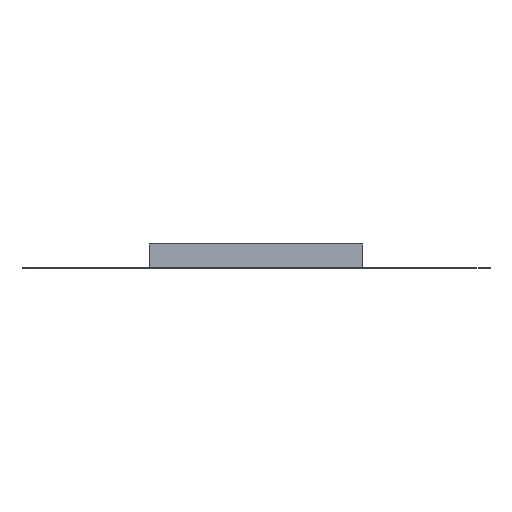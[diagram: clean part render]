
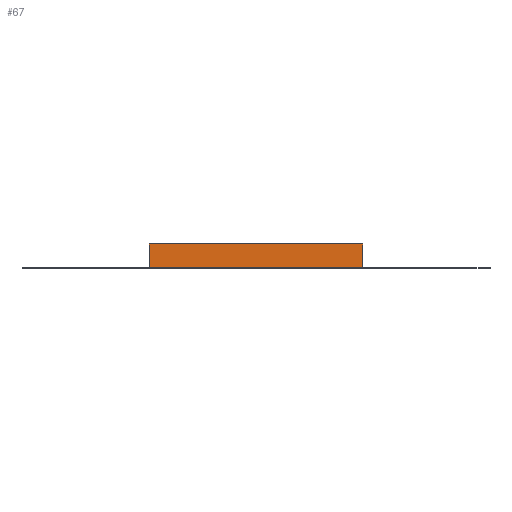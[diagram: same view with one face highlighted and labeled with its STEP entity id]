
A CAD part, front view. The second image highlights one B-rep face of the part: STEP entity #67.
In plain terms, the highlighted planar face has unit normal (0, -1, 0).
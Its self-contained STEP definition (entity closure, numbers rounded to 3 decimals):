
#14=B_SPLINE_CURVE_WITH_KNOTS('',1,(#1242,#1243),.UNSPECIFIED.,.F.,.F.,
(2,2),(0.,25.4),.UNSPECIFIED.);
#19=B_SPLINE_CURVE_WITH_KNOTS('',1,(#1252,#1253),.UNSPECIFIED.,.F.,.F.,
(2,2),(0.,25.4),.UNSPECIFIED.);
#21=B_SPLINE_CURVE_WITH_KNOTS('',1,(#1256,#1257),.UNSPECIFIED.,.F.,.F.,
(2,2),(-249.818,0.),.UNSPECIFIED.);
#22=B_SPLINE_CURVE_WITH_KNOTS('',1,(#1258,#1259),.UNSPECIFIED.,.F.,.F.,
(2,2),(-249.818,0.),.UNSPECIFIED.);
#67=ADVANCED_FACE('',(#105),#617,.T.);
#105=FACE_OUTER_BOUND('',#145,.T.);
#145=EDGE_LOOP('',(#340,#341,#342,#343));
#340=ORIENTED_EDGE('',*,*,#452,.T.);
#341=ORIENTED_EDGE('',*,*,#445,.T.);
#342=ORIENTED_EDGE('',*,*,#453,.F.);
#343=ORIENTED_EDGE('',*,*,#450,.F.);
#445=EDGE_CURVE('',#604,#607,#14,.T.);
#450=EDGE_CURVE('',#610,#611,#19,.T.);
#452=EDGE_CURVE('',#610,#604,#21,.T.);
#453=EDGE_CURVE('',#611,#607,#22,.T.);
#604=VERTEX_POINT('',#1228);
#607=VERTEX_POINT('',#1231);
#610=VERTEX_POINT('',#1234);
#611=VERTEX_POINT('',#1235);
#617=PLANE('',#675);
#675=AXIS2_PLACEMENT_3D('',#1225,#686,$);
#686=DIRECTION('',(0.,-1.,0.));
#1225=CARTESIAN_POINT('',(6540.012,-628.752,25.4));
#1228=CARTESIAN_POINT('',(6311.412,-628.752,25.4));
#1231=CARTESIAN_POINT('',(6311.412,-628.752,0.));
#1234=CARTESIAN_POINT('',(6540.012,-628.752,25.4));
#1235=CARTESIAN_POINT('',(6540.012,-628.752,0.));
#1242=CARTESIAN_POINT('',(6311.412,-628.752,25.4));
#1243=CARTESIAN_POINT('',(6311.412,-628.752,0.));
#1252=CARTESIAN_POINT('',(6540.012,-628.752,25.4));
#1253=CARTESIAN_POINT('',(6540.012,-628.752,0.));
#1256=CARTESIAN_POINT('',(6540.012,-628.752,25.4));
#1257=CARTESIAN_POINT('',(6311.412,-628.752,25.4));
#1258=CARTESIAN_POINT('',(6540.012,-628.752,0.));
#1259=CARTESIAN_POINT('',(6311.412,-628.752,0.));
